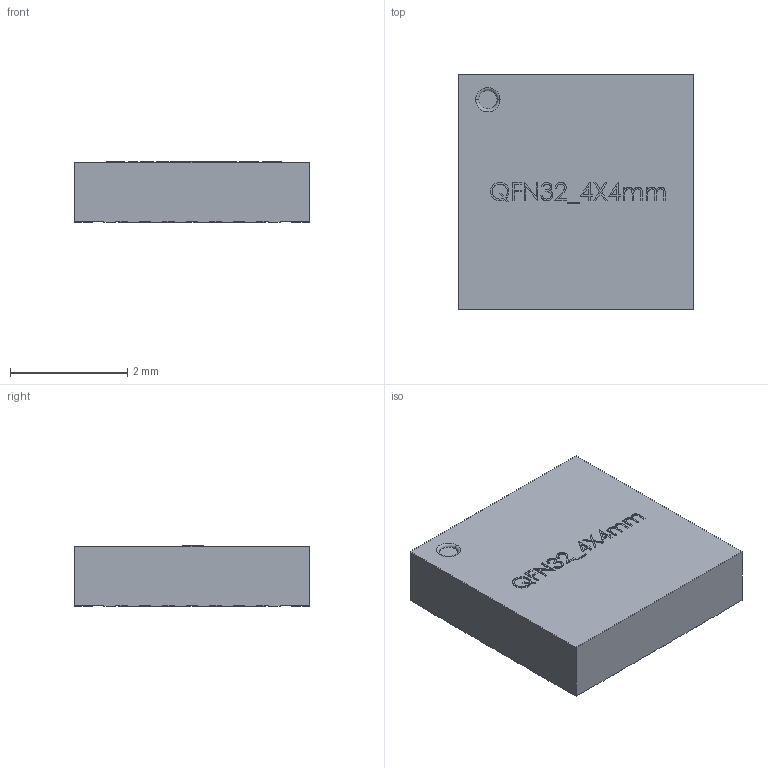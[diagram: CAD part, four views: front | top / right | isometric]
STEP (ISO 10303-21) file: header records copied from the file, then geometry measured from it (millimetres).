
FILE_DESCRIPTION (( 'STEP AP214' ), '1' );
FILE_NAME ('QFN32_4X4.STEP', '2015-12-02T22:12:30', ( 'student' ), ( 'Microsoft' ), 'SwSTEP 2.0', 'SolidWorks 2014', '' );
FILE_SCHEMA (( 'AUTOMOTIVE_DESIGN' ));
Length unit declared in the file: millimetre
Products named in the file (1): QFN32_4X4
Bounding box: 4 x 4 x 1.04 mm (x, y, z)
Volume: 16.3 mm3; surface area: 48.9 mm2
Topology: 1 solids, 1 shells, 303 faces, 855 edges, 570 vertices
Faces by surface type: plane 253, bspline 48, torus 2
Entity records: 15438 total; most frequent: CARTESIAN_POINT 4673, ORIENTED_EDGE 1710, DIRECTION 1277, EDGE_CURVE 855, LINE 753, VECTOR 753, VERTEX_POINT 570, EDGE_LOOP 319
